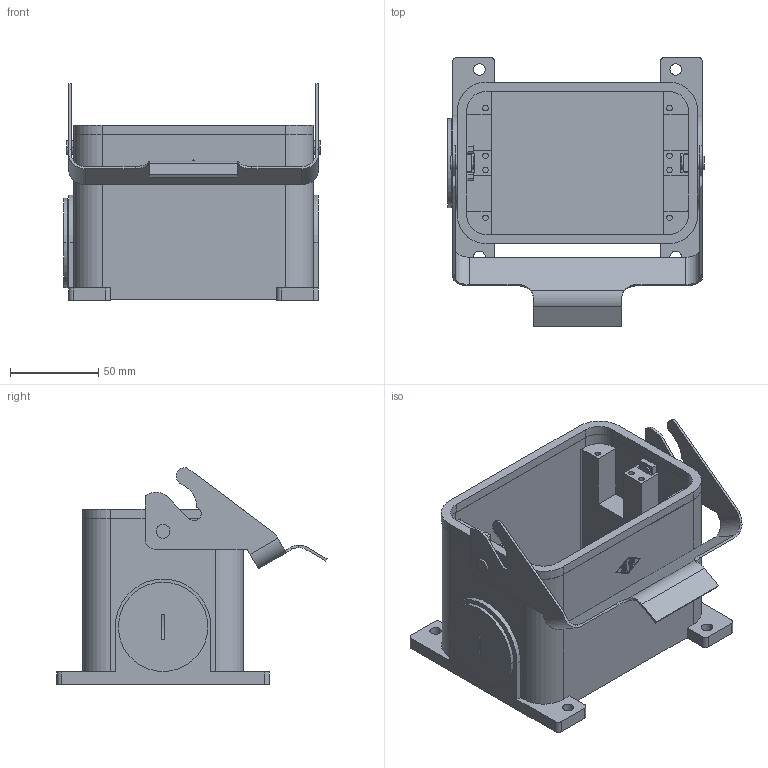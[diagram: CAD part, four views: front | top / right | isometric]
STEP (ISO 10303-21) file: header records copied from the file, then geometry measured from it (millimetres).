
FILE_DESCRIPTION(('Creo Elements/Direct Modeling STEP Export'),'2;1');
FILE_NAME('0ln7uvk43jnd04g2240','2016-07-07T14:52:01',(''),(''),'PTC Creo Elements/Direct Modeling STEP processor for AP214 (Solid Model)','PTC Creo Elements/Direct Modeling 19.0B 21-Mar-2015 (C) Parametric Technology GmbH','');
FILE_SCHEMA(('AUTOMOTIVE_DESIGN { 1 0 10303 214 1 1 1 1 }'));
Length unit declared in the file: millimetre
Products named in the file (2): JCHP_48_L29
Assembly tree (1 placements, depth 2):
  JCHP_48_L29
    JCHP_48_L29
Bounding box: 145.25 x 152.7 x 122.5 mm (x, y, z)
Volume: 383829 mm3; surface area: 134661.7 mm2
Topology: 1 solids, 1 shells, 288 faces, 766 edges, 512 vertices
Faces by surface type: plane 166, cylinder 118, bspline 2, torus 2
Entity records: 8857 total; most frequent: CARTESIAN_POINT 1641, ORIENTED_EDGE 1532, DIRECTION 1451, EDGE_CURVE 766, VERTEX_POINT 512, VECTOR 503, LINE 503, AXIS2_PLACEMENT_3D 474
